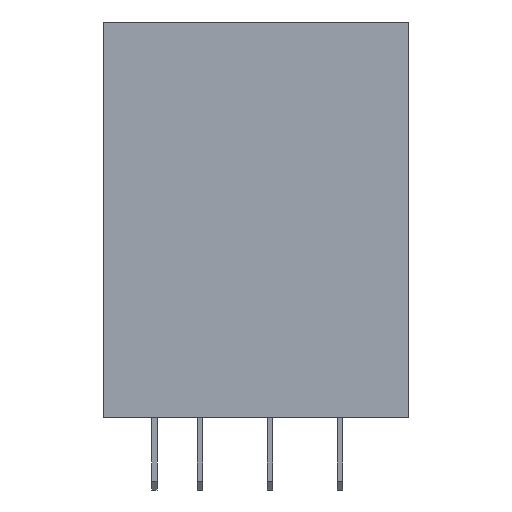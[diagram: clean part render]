
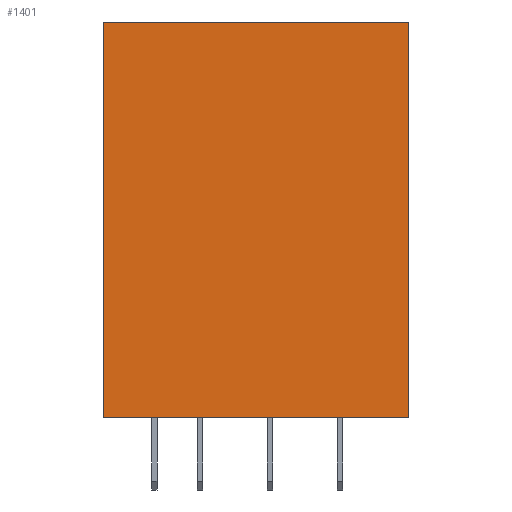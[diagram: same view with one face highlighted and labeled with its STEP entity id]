
A CAD part, left-side view. The second image highlights one B-rep face of the part: STEP entity #1401.
In plain terms, the highlighted planar face has unit normal (-1, 0, 0).
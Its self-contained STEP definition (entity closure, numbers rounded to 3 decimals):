
#1386=AXIS2_PLACEMENT_3D('Plane Axis2P3D',#1383,#1384,#1385) ;
#736=CARTESIAN_POINT('Vertex',(0.,27.5,6.5)) ;
#739=CARTESIAN_POINT('Line Origine',(0.,27.5,24.3)) ;
#743=CARTESIAN_POINT('Vertex',(0.,27.5,42.1)) ;
#761=CARTESIAN_POINT('Line Origine',(0.,22.,42.1)) ;
#765=CARTESIAN_POINT('Vertex',(0.,16.5,42.1)) ;
#834=CARTESIAN_POINT('Vertex',(0.,0.,6.5)) ;
#837=CARTESIAN_POINT('Line Origine',(0.,13.75,6.5)) ;
#1331=CARTESIAN_POINT('Line Origine',(0.,0.,24.275)) ;
#1335=CARTESIAN_POINT('Vertex',(0.,0.,42.05)) ;
#1356=CARTESIAN_POINT('Line Origine',(0.,16.5,42.075)) ;
#1360=CARTESIAN_POINT('Vertex',(0.,16.5,42.05)) ;
#1383=CARTESIAN_POINT('Axis2P3D Location',(0.,27.5,42.1)) ;
#1388=CARTESIAN_POINT('Line Origine',(0.,8.25,42.05)) ;
#740=DIRECTION('Vector Direction',(0.,0.,1.)) ;
#762=DIRECTION('Vector Direction',(0.,-1.,0.)) ;
#838=DIRECTION('Vector Direction',(0.,1.,0.)) ;
#1332=DIRECTION('Vector Direction',(0.,0.,-1.)) ;
#1357=DIRECTION('Vector Direction',(0.,0.,-1.)) ;
#1384=DIRECTION('Axis2P3D Direction',(1.,0.,0.)) ;
#1385=DIRECTION('Axis2P3D XDirection',(0.,0.,1.)) ;
#1389=DIRECTION('Vector Direction',(0.,-1.,0.)) ;
#741=VECTOR('Line Direction',#740,1.) ;
#763=VECTOR('Line Direction',#762,1.) ;
#839=VECTOR('Line Direction',#838,1.) ;
#1333=VECTOR('Line Direction',#1332,1.) ;
#1358=VECTOR('Line Direction',#1357,1.) ;
#1390=VECTOR('Line Direction',#1389,1.) ;
#1394=ORIENTED_EDGE('',*,*,#1392,.F.) ;
#1395=ORIENTED_EDGE('',*,*,#1362,.F.) ;
#1396=ORIENTED_EDGE('',*,*,#767,.F.) ;
#1397=ORIENTED_EDGE('',*,*,#745,.F.) ;
#1398=ORIENTED_EDGE('',*,*,#841,.F.) ;
#1399=ORIENTED_EDGE('',*,*,#1337,.F.) ;
#1401=ADVANCED_FACE('Relais',(#1400),#1387,.F.) ;
#745=EDGE_CURVE('',#737,#744,#742,.T.) ;
#767=EDGE_CURVE('',#744,#766,#764,.T.) ;
#841=EDGE_CURVE('',#835,#737,#840,.T.) ;
#1337=EDGE_CURVE('',#1336,#835,#1334,.T.) ;
#1362=EDGE_CURVE('',#766,#1361,#1359,.T.) ;
#1392=EDGE_CURVE('',#1361,#1336,#1391,.T.) ;
#1393=EDGE_LOOP('',(#1394,#1395,#1396,#1397,#1398,#1399)) ;
#1400=FACE_OUTER_BOUND('',#1393,.T.) ;
#742=LINE('Line',#739,#741) ;
#764=LINE('Line',#761,#763) ;
#840=LINE('Line',#837,#839) ;
#1334=LINE('Line',#1331,#1333) ;
#1359=LINE('Line',#1356,#1358) ;
#1391=LINE('Line',#1388,#1390) ;
#1387=PLANE('',#1386) ;
#737=VERTEX_POINT('',#736) ;
#744=VERTEX_POINT('',#743) ;
#766=VERTEX_POINT('',#765) ;
#835=VERTEX_POINT('',#834) ;
#1336=VERTEX_POINT('',#1335) ;
#1361=VERTEX_POINT('',#1360) ;
